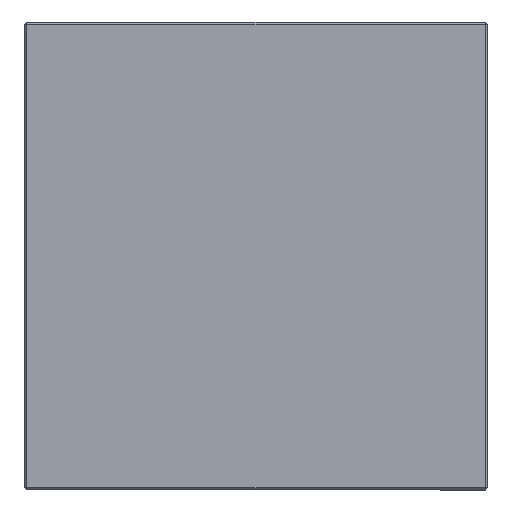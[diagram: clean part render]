
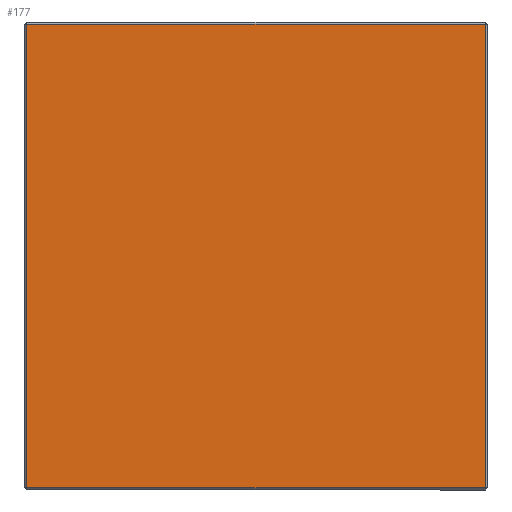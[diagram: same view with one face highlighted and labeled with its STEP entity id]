
A CAD part, left-side view. The second image highlights one B-rep face of the part: STEP entity #177.
In plain terms, the highlighted planar face has unit normal (-1, 0, 0).
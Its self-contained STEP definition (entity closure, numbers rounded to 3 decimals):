
#147=FACE_OUTER_BOUND('',#434,.T.);
#177=ADVANCED_FACE('',(#147),#231,.F.);
#231=PLANE('',#855);
#272=LINE('',#1238,#320);
#273=LINE('',#1241,#321);
#274=LINE('',#1243,#322);
#275=LINE('',#1245,#323);
#320=VECTOR('',#984,1.);
#321=VECTOR('',#985,1.);
#322=VECTOR('',#986,1.);
#323=VECTOR('',#987,1.);
#434=EDGE_LOOP('',(#537,#538,#539,#540));
#537=ORIENTED_EDGE('',*,*,#758,.T.);
#538=ORIENTED_EDGE('',*,*,#759,.T.);
#539=ORIENTED_EDGE('',*,*,#760,.T.);
#540=ORIENTED_EDGE('',*,*,#761,.T.);
#695=VERTEX_POINT('',#1239);
#696=VERTEX_POINT('',#1240);
#697=VERTEX_POINT('',#1242);
#698=VERTEX_POINT('',#1244);
#758=EDGE_CURVE('',#695,#696,#272,.T.);
#759=EDGE_CURVE('',#696,#697,#273,.T.);
#760=EDGE_CURVE('',#697,#698,#274,.T.);
#761=EDGE_CURVE('',#698,#695,#275,.T.);
#855=AXIS2_PLACEMENT_3D('',#1246,#988,#989);
#984=DIRECTION('',(0.,0.,-1.));
#985=DIRECTION('',(0.,-1.,0.));
#986=DIRECTION('',(0.,0.,1.));
#987=DIRECTION('',(0.,1.,0.));
#988=DIRECTION('',(1.,0.,0.));
#989=DIRECTION('',(0.,0.,-1.));
#1238=CARTESIAN_POINT('',(0.,93.,0.));
#1239=CARTESIAN_POINT('',(0.,93.,94.));
#1240=CARTESIAN_POINT('',(0.,93.,-94.));
#1241=CARTESIAN_POINT('',(0.,0.,-94.));
#1242=CARTESIAN_POINT('',(0.,-93.,-94.));
#1243=CARTESIAN_POINT('',(0.,-93.,0.));
#1244=CARTESIAN_POINT('',(0.,-93.,94.));
#1245=CARTESIAN_POINT('',(0.,0.,94.));
#1246=CARTESIAN_POINT('',(0.,0.,0.));
